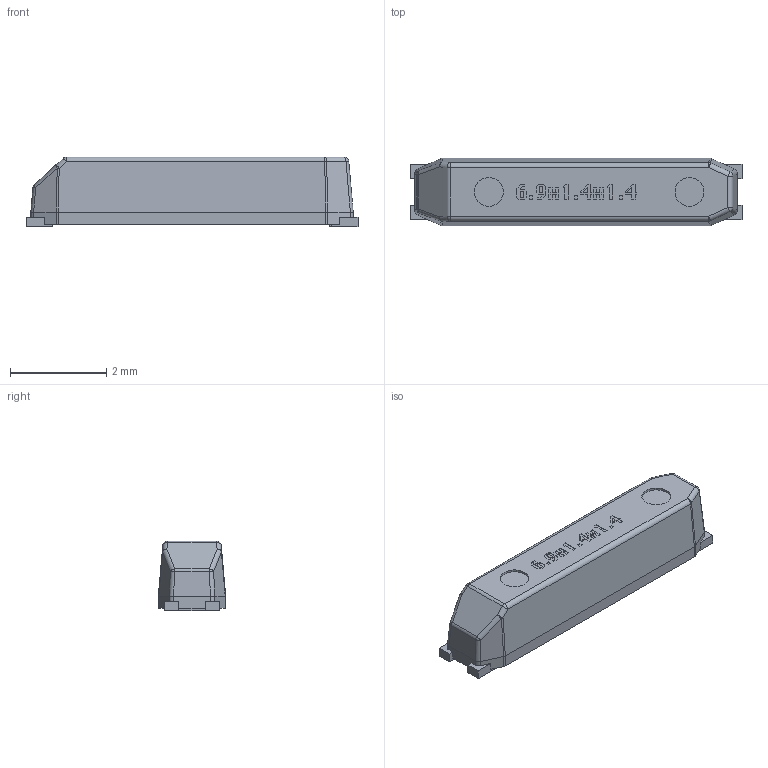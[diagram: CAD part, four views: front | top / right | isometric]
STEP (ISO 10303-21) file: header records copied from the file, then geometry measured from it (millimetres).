
FILE_DESCRIPTION(/* description */ ('model of Crystal_6.9x1.4x1.4'),/* implementation_level */ '2;1');
FILE_NAME(/* name */ 'Crystal_6.9x1.4x1.4.stp',/* time_stamp */ '2016-02-14T15:24:12',/* author */ ('Joan The Spark',''),/* organization */ (''),/* preprocessor_version */ '',/* originating_system */ '',/* authorisation */ '');
FILE_SCHEMA (('AUTOMOTIVE_DESIGN { 1 0 10303 214 3 1 1 }'));
Length unit declared in the file: millimetre
Products named in the file (1): Crystal_6.9x1.4x1.4
Bounding box: 6.9 x 1.4 x 1.45 mm (x, y, z)
Volume: 11.7 mm3; surface area: 38.1 mm2
Topology: 1 solids, 1 shells, 231 faces, 606 edges, 394 vertices
Faces by surface type: plane 192, cylinder 29, sphere 10
Full cylindrical faces by diameter (mm): 0.6 x2
Entity records: 7202 total; most frequent: CARTESIAN_POINT 1230, ORIENTED_EDGE 1208, DIRECTION 1118, EDGE_CURVE 604, LINE 554, VECTOR 554, VERTEX_POINT 394, AXIS2_PLACEMENT_3D 282
